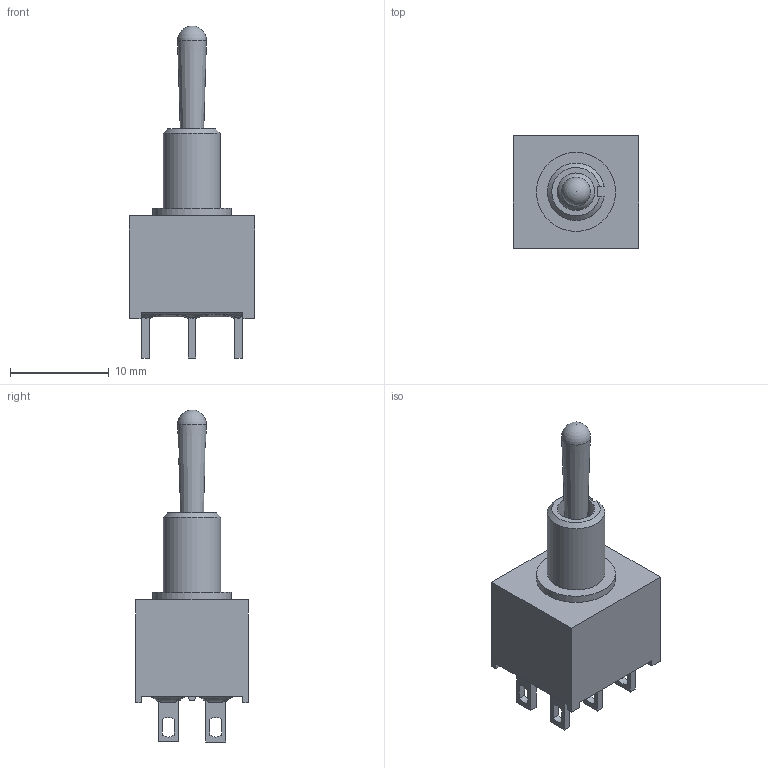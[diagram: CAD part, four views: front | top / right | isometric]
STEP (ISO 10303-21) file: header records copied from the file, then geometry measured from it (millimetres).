
FILE_DESCRIPTION(/* description */ (''),/* implementation_level */ '2;1');
FILE_NAME(/* name */ '100AWDPxT1B1M1xE.stp',/* time_stamp */ '2025-09-22T08:42:59-05:00',/* author */ ('mwilliams'),/* organization */ (''),/* preprocessor_version */ 'ST-DEVELOPER v18.1',/* originating_system */ 'Autodesk Inventor 2022',/* authorisation */ '');
FILE_SCHEMA (('AUTOMOTIVE_DESIGN { 1 0 10303 214 3 1 1 }'));
Length unit declared in the file: inch
Products named in the file (1): 000024045_Simplify_1
Bounding box: 12.7 x 11.43 x 33.59 mm (x, y, z)
Volume: 1753.4 mm3; surface area: 1237.5 mm2
Topology: 1 solids, 1 shells, 133 faces, 378 edges, 252 vertices
Faces by surface type: plane 85, cylinder 28, bspline 16, sphere 2, cone 2
Full cylindrical faces by diameter (mm): 3.8 x1, 8 x1
Entity records: 5115 total; most frequent: CARTESIAN_POINT 1758, ORIENTED_EDGE 754, DIRECTION 583, EDGE_CURVE 377, VERTEX_POINT 252, LINE 219, VECTOR 219, AXIS2_PLACEMENT_3D 182
